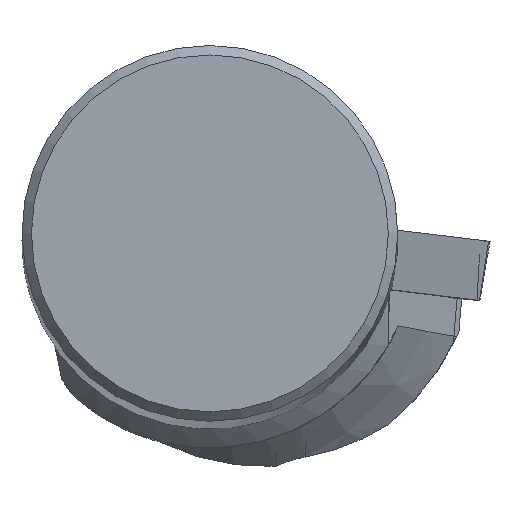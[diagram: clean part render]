
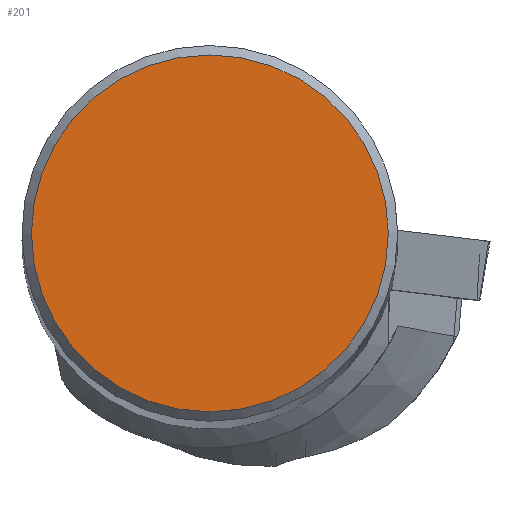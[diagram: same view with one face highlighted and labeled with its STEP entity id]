
A CAD part, top view. The second image highlights one B-rep face of the part: STEP entity #201.
In plain terms, the highlighted planar face has unit normal (0, 0, 1).
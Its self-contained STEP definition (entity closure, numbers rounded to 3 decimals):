
#158=FACE_OUTER_BOUND('',#391,.T.);
#201=ADVANCED_FACE('',(#158),#230,.T.);
#230=PLANE('',#1016);
#391=EDGE_LOOP('',(#558));
#558=ORIENTED_EDGE('',*,*,#809,.F.);
#708=VERTEX_POINT('',#1719);
#809=EDGE_CURVE('',#708,#708,#854,.T.);
#854=CIRCLE('',#1015,9.491);
#1015=AXIS2_PLACEMENT_3D('',#1718,#1226,#1227);
#1016=AXIS2_PLACEMENT_3D('',#1720,#1228,#1229);
#1226=DIRECTION('',(0.,0.,-1.));
#1227=DIRECTION('',(-1.,0.,0.));
#1228=DIRECTION('',(0.,0.,1.));
#1229=DIRECTION('',(-1.,0.,0.));
#1718=CARTESIAN_POINT('',(0.,0.,0.));
#1719=CARTESIAN_POINT('',(-9.491,0.,0.));
#1720=CARTESIAN_POINT('',(0.,0.,0.));
